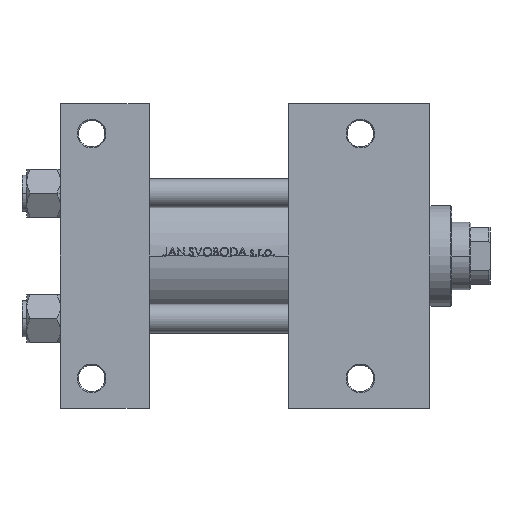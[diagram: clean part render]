
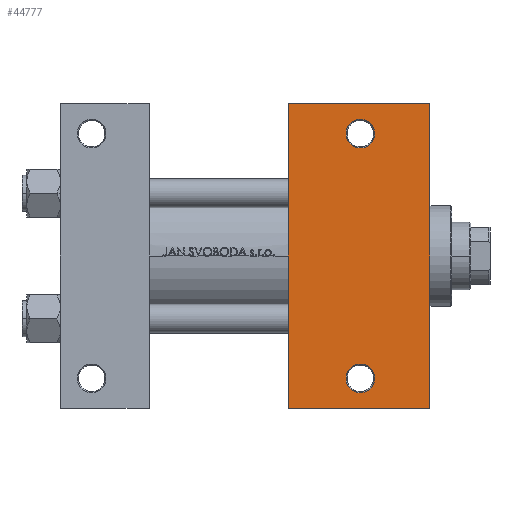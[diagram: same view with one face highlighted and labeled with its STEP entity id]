
A CAD part, front view. The second image highlights one B-rep face of the part: STEP entity #44777.
In plain terms, the highlighted face is planar.
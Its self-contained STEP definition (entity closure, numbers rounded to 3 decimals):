
#1169 = LINE ( 'NONE', #28211, #7793 ) ;
#1217 = VERTEX_POINT ( 'NONE', #4497 ) ;
#1305 = EDGE_CURVE ( 'NONE', #11127, #20678, #21795, .T. ) ;
#2429 = ORIENTED_EDGE ( 'NONE', *, *, #41737, .T. ) ;
#4497 = CARTESIAN_POINT ( 'NONE',  ( 154., 63.5, -37.5 ) ) ;
#5303 = PLANE ( 'NONE',  #17491 ) ;
#6049 = EDGE_CURVE ( 'NONE', #27589, #6687, #37831, .T. ) ;
#6687 = VERTEX_POINT ( 'NONE', #41440 ) ;
#7292 = CARTESIAN_POINT ( 'NONE',  ( 125., -51., -37.5 ) ) ;
#7793 = VECTOR ( 'NONE', #39751, 1000. ) ;
#9020 = DIRECTION ( 'NONE',  ( 0., 0., 1. ) ) ;
#9225 = ORIENTED_EDGE ( 'NONE', *, *, #30511, .T. ) ;
#9984 = CARTESIAN_POINT ( 'NONE',  ( 154., -63.5, -37.5 ) ) ;
#10166 = CARTESIAN_POINT ( 'NONE',  ( 95., 63.5, -37.5 ) ) ;
#10588 = AXIS2_PLACEMENT_3D ( 'NONE', #39075, #17274, #43326 ) ;
#10597 = CARTESIAN_POINT ( 'NONE',  ( 95., 63.5, -37.5 ) ) ;
#10727 = CARTESIAN_POINT ( 'NONE',  ( 130.999, 51., -37.5 ) ) ;
#11075 = VERTEX_POINT ( 'NONE', #9984 ) ;
#11127 = VERTEX_POINT ( 'NONE', #10727 ) ;
#12143 = AXIS2_PLACEMENT_3D ( 'NONE', #24287, #9020, #35075 ) ;
#13137 = CARTESIAN_POINT ( 'NONE',  ( 95., -63.5, -37.5 ) ) ;
#14560 = DIRECTION ( 'NONE',  ( -1., 0., 0. ) ) ;
#15056 = CIRCLE ( 'NONE', #26162, 5.999 ) ;
#15066 = DIRECTION ( 'NONE',  ( 0., 0., 1. ) ) ;
#15427 = AXIS2_PLACEMENT_3D ( 'NONE', #36258, #40264, #20496 ) ;
#16511 = VERTEX_POINT ( 'NONE', #10597 ) ;
#17274 = DIRECTION ( 'NONE',  ( 0., 0., 1. ) ) ;
#17312 = VECTOR ( 'NONE', #19544, 1000. ) ;
#17491 = AXIS2_PLACEMENT_3D ( 'NONE', #23847, #35624, #27857 ) ;
#19177 = EDGE_CURVE ( 'NONE', #6687, #27589, #15056, .T. ) ;
#19520 = VECTOR ( 'NONE', #21176, 1000. ) ;
#19544 = DIRECTION ( 'NONE',  ( -1., 0., 0. ) ) ;
#20345 = FACE_BOUND ( 'NONE', #42119, .T. ) ;
#20496 = DIRECTION ( 'NONE',  ( -1., 0., 0. ) ) ;
#20678 = VERTEX_POINT ( 'NONE', #25686 ) ;
#21176 = DIRECTION ( 'NONE',  ( 0., -1., 0. ) ) ;
#21795 = CIRCLE ( 'NONE', #10588, 6. ) ;
#23754 = ORIENTED_EDGE ( 'NONE', *, *, #43147, .F. ) ;
#23847 = CARTESIAN_POINT ( 'NONE',  ( 154., 37.5, -37.5 ) ) ;
#24287 = CARTESIAN_POINT ( 'NONE',  ( 125., 51., -37.5 ) ) ;
#25686 = CARTESIAN_POINT ( 'NONE',  ( 119., 51., -37.5 ) ) ;
#26162 = AXIS2_PLACEMENT_3D ( 'NONE', #7292, #15066, #14560 ) ;
#27306 = LINE ( 'NONE', #41599, #17312 ) ;
#27589 = VERTEX_POINT ( 'NONE', #39332 ) ;
#27603 = EDGE_CURVE ( 'NONE', #20678, #11127, #34508, .T. ) ;
#27857 = DIRECTION ( 'NONE',  ( -1., 0., 0. ) ) ;
#28211 = CARTESIAN_POINT ( 'NONE',  ( 95., 37.5, -37.5 ) ) ;
#28949 = LINE ( 'NONE', #10166, #48605 ) ;
#30511 = EDGE_CURVE ( 'NONE', #1217, #11075, #32939, .T. ) ;
#32446 = EDGE_LOOP ( 'NONE', ( #37618, #44649 ) ) ;
#32916 = ORIENTED_EDGE ( 'NONE', *, *, #1305, .T. ) ;
#32939 = LINE ( 'NONE', #47260, #19520 ) ;
#33967 = ORIENTED_EDGE ( 'NONE', *, *, #27603, .T. ) ;
#34508 = CIRCLE ( 'NONE', #12143, 6. ) ;
#35075 = DIRECTION ( 'NONE',  ( -1., 0., 0. ) ) ;
#35368 = FACE_OUTER_BOUND ( 'NONE', #46327, .T. ) ;
#35624 = DIRECTION ( 'NONE',  ( 0., 0., -1. ) ) ;
#36258 = CARTESIAN_POINT ( 'NONE',  ( 125., -51., -37.5 ) ) ;
#37552 = ORIENTED_EDGE ( 'NONE', *, *, #43259, .T. ) ;
#37618 = ORIENTED_EDGE ( 'NONE', *, *, #6049, .T. ) ;
#37831 = CIRCLE ( 'NONE', #15427, 5.999 ) ;
#39075 = CARTESIAN_POINT ( 'NONE',  ( 125., 51., -37.5 ) ) ;
#39332 = CARTESIAN_POINT ( 'NONE',  ( 119.001, -51., -37.5 ) ) ;
#39387 = FACE_BOUND ( 'NONE', #32446, .T. ) ;
#39751 = DIRECTION ( 'NONE',  ( 0., -1., 0. ) ) ;
#40264 = DIRECTION ( 'NONE',  ( 0., 0., 1. ) ) ;
#41269 = VERTEX_POINT ( 'NONE', #13137 ) ;
#41440 = CARTESIAN_POINT ( 'NONE',  ( 130.999, -51., -37.5 ) ) ;
#41599 = CARTESIAN_POINT ( 'NONE',  ( 95., -63.5, -37.5 ) ) ;
#41737 = EDGE_CURVE ( 'NONE', #11075, #41269, #27306, .T. ) ;
#42119 = EDGE_LOOP ( 'NONE', ( #33967, #32916 ) ) ;
#43147 = EDGE_CURVE ( 'NONE', #16511, #41269, #1169, .T. ) ;
#43259 = EDGE_CURVE ( 'NONE', #16511, #1217, #28949, .T. ) ;
#43326 = DIRECTION ( 'NONE',  ( -1., 0., 0. ) ) ;
#44236 = DIRECTION ( 'NONE',  ( 1., 0., 0. ) ) ;
#44649 = ORIENTED_EDGE ( 'NONE', *, *, #19177, .T. ) ;
#44777 = ADVANCED_FACE ( 'NONE', ( #20345, #39387, #35368 ), #5303, .T. ) ;
#46327 = EDGE_LOOP ( 'NONE', ( #23754, #37552, #9225, #2429 ) ) ;
#47260 = CARTESIAN_POINT ( 'NONE',  ( 154., 37.5, -37.5 ) ) ;
#48605 = VECTOR ( 'NONE', #44236, 1000. ) ;
